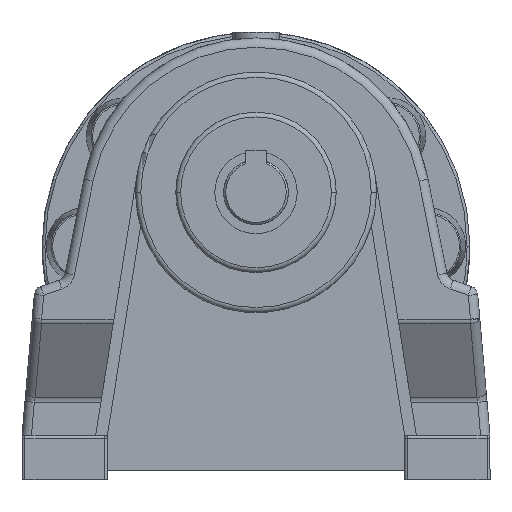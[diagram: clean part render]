
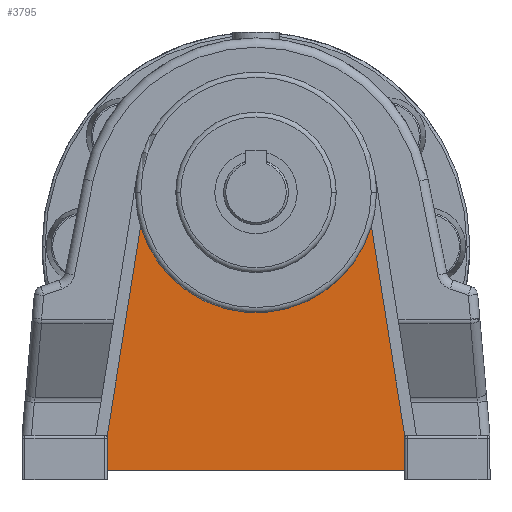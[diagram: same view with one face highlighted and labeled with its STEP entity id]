
A CAD part, top view. The second image highlights one B-rep face of the part: STEP entity #3795.
In plain terms, the highlighted planar face has unit normal (0, 0, 1).
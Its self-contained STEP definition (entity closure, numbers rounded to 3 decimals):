
#76 = AXIS2_PLACEMENT_3D ( 'NONE', #5005, #6317, #7648 ) ;
#148 = CARTESIAN_POINT ( 'NONE',  ( -50.5, -82.5, -9.009 ) ) ;
#247 = LINE ( 'NONE', #7742, #8140 ) ;
#722 = DIRECTION ( 'NONE',  ( 0., 0., -1. ) ) ;
#745 = CARTESIAN_POINT ( 'NONE',  ( -50.5, -82.5, -9.009 ) ) ;
#763 = CARTESIAN_POINT ( 'NONE',  ( 50.5, -94.5, -9.009 ) ) ;
#766 = ORIENTED_EDGE ( 'NONE', *, *, #3040, .T. ) ;
#818 = VERTEX_POINT ( 'NONE', #2208 ) ;
#850 = ORIENTED_EDGE ( 'NONE', *, *, #4538, .T. ) ;
#976 = ORIENTED_EDGE ( 'NONE', *, *, #5105, .T. ) ;
#1232 = LINE ( 'NONE', #8168, #4833 ) ;
#1284 = PLANE ( 'NONE',  #76 ) ;
#1533 = CARTESIAN_POINT ( 'NONE',  ( -39.219, -11.518, -9.009 ) ) ;
#1560 = FACE_OUTER_BOUND ( 'NONE', #4838, .T. ) ;
#1747 = LINE ( 'NONE', #763, #2772 ) ;
#1825 = DIRECTION ( 'NONE',  ( -0.157, 0.988, 0. ) ) ;
#2063 = CARTESIAN_POINT ( 'NONE',  ( 0., 0., -9.009 ) ) ;
#2080 = AXIS2_PLACEMENT_3D ( 'NONE', #2063, #722, #4633 ) ;
#2081 = VERTEX_POINT ( 'NONE', #7117 ) ;
#2208 = CARTESIAN_POINT ( 'NONE',  ( -39.219, -11.518, -9.009 ) ) ;
#2296 = VERTEX_POINT ( 'NONE', #3441 ) ;
#2420 = VERTEX_POINT ( 'NONE', #5814 ) ;
#2520 = VERTEX_POINT ( 'NONE', #745 ) ;
#2638 = ORIENTED_EDGE ( 'NONE', *, *, #3894, .T. ) ;
#2772 = VECTOR ( 'NONE', #3279, 1000. ) ;
#3040 = EDGE_CURVE ( 'NONE', #2520, #2081, #5164, .T. ) ;
#3279 = DIRECTION ( 'NONE',  ( 0., 1., 0. ) ) ;
#3441 = CARTESIAN_POINT ( 'NONE',  ( 50.5, -94.5, -9.009 ) ) ;
#3795 = ADVANCED_FACE ( 'NONE', ( #1560 ), #1284, .T. ) ;
#3894 = EDGE_CURVE ( 'NONE', #2296, #2420, #1747, .T. ) ;
#4478 = ORIENTED_EDGE ( 'NONE', *, *, #4643, .T. ) ;
#4514 = ORIENTED_EDGE ( 'NONE', *, *, #7676, .T. ) ;
#4538 = EDGE_CURVE ( 'NONE', #2420, #6206, #1232, .T. ) ;
#4625 = DIRECTION ( 'NONE',  ( 0., -1., 0. ) ) ;
#4633 = DIRECTION ( 'NONE',  ( 1., 0., 0. ) ) ;
#4643 = EDGE_CURVE ( 'NONE', #2081, #2296, #247, .T. ) ;
#4833 = VECTOR ( 'NONE', #1825, 1000. ) ;
#4838 = EDGE_LOOP ( 'NONE', ( #766, #4478, #2638, #850, #4514, #976 ) ) ;
#5005 = CARTESIAN_POINT ( 'NONE',  ( 0., 0., -9.009 ) ) ;
#5027 = LINE ( 'NONE', #1533, #6998 ) ;
#5105 = EDGE_CURVE ( 'NONE', #818, #2520, #5027, .T. ) ;
#5164 = LINE ( 'NONE', #148, #5851 ) ;
#5814 = CARTESIAN_POINT ( 'NONE',  ( 50.5, -82.5, -9.009 ) ) ;
#5832 = DIRECTION ( 'NONE',  ( 1., 0., 0. ) ) ;
#5851 = VECTOR ( 'NONE', #4625, 1000. ) ;
#6003 = DIRECTION ( 'NONE',  ( -0.157, -0.988, 0. ) ) ;
#6206 = VERTEX_POINT ( 'NONE', #6381 ) ;
#6317 = DIRECTION ( 'NONE',  ( 0., 0., 1. ) ) ;
#6381 = CARTESIAN_POINT ( 'NONE',  ( 39.219, -11.518, -9.009 ) ) ;
#6568 = CIRCLE ( 'NONE', #2080, 40.875 ) ;
#6998 = VECTOR ( 'NONE', #6003, 1000. ) ;
#7117 = CARTESIAN_POINT ( 'NONE',  ( -50.5, -94.5, -9.009 ) ) ;
#7648 = DIRECTION ( 'NONE',  ( 1., 0., 0. ) ) ;
#7676 = EDGE_CURVE ( 'NONE', #6206, #818, #6568, .T. ) ;
#7742 = CARTESIAN_POINT ( 'NONE',  ( -50.5, -94.5, -9.009 ) ) ;
#8140 = VECTOR ( 'NONE', #5832, 1000. ) ;
#8168 = CARTESIAN_POINT ( 'NONE',  ( 50.5, -82.5, -9.009 ) ) ;
